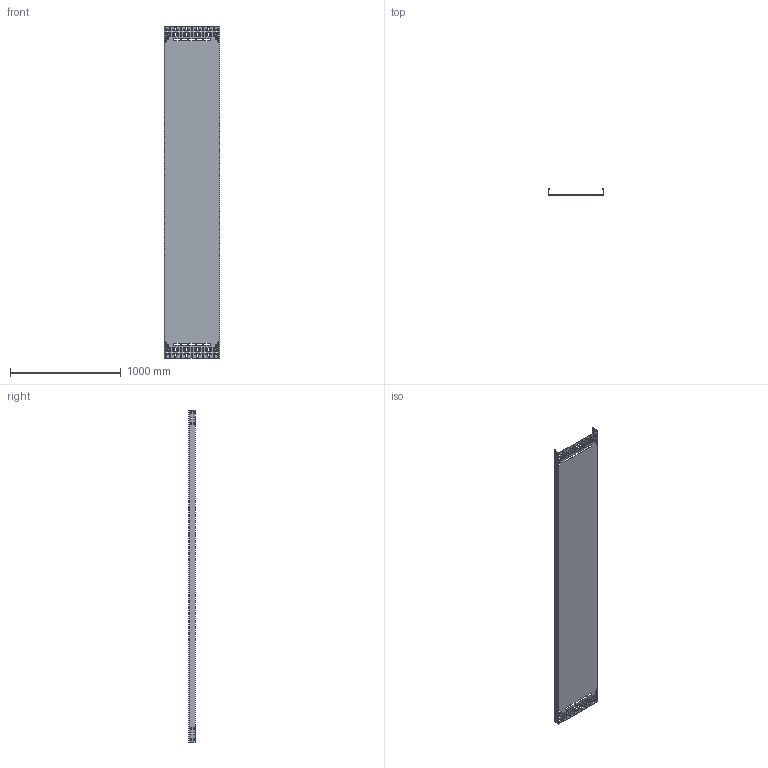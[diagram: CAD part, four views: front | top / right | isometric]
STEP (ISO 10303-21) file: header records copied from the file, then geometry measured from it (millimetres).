
FILE_DESCRIPTION((''),'2;1');
FILE_NAME('6085229','2013-03-12T',('AndreasKeweloh'),(''),'PRO/ENGINEER BY PARAMETRIC TECHNOLOGY CORPORATION, 2012360','PRO/ENGINEER BY PARAMETRIC TECHNOLOGY CORPORATION, 2012360','');
FILE_SCHEMA(('CONFIG_CONTROL_DESIGN'));
Length unit declared in the file: millimetre
Products named in the file (1): 6085229
Bounding box: 500 x 60 x 3000 mm (x, y, z)
Volume: 1889949.3 mm3; surface area: 3797153.3 mm2
Topology: 1 solids, 1 shells, 506 faces, 1512 edges, 1008 vertices
Faces by surface type: plane 274, cylinder 232
Entity records: 17646 total; most frequent: CARTESIAN_POINT 3026, ORIENTED_EDGE 3024, DIRECTION 2988, EDGE_CURVE 1512, VECTOR 1048, LINE 1048, VERTEX_POINT 1008, AXIS2_PLACEMENT_3D 970
